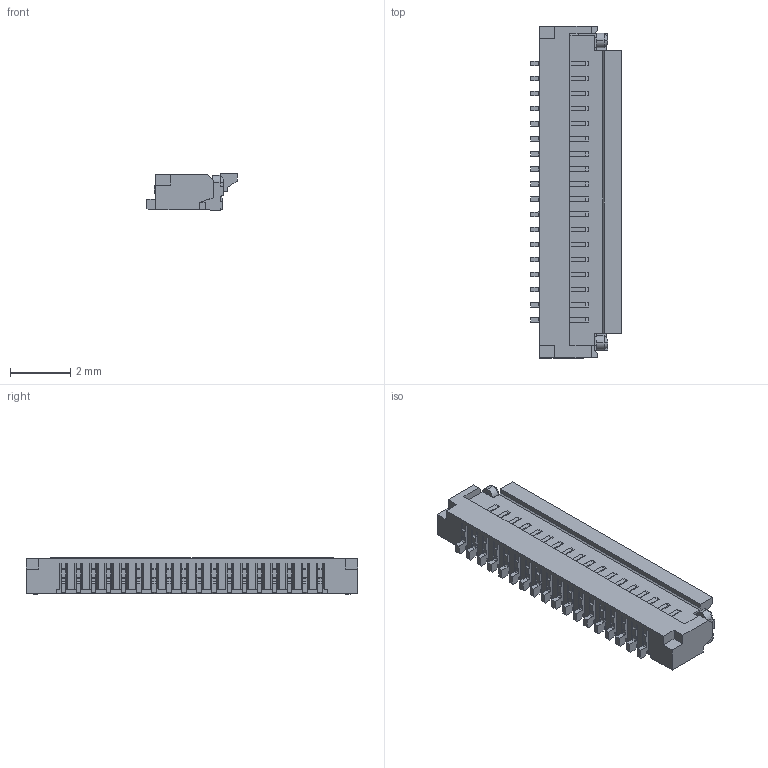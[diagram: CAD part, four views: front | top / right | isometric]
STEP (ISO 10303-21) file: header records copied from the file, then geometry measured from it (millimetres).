
FILE_DESCRIPTION(('CoCreate Modeling STEP Export'),'2;1');
FILE_NAME('fh33.stp','2014-12-24T14:45:31',(''),(''),'CoCreate Modeling STEP processor for AP214 (Solid Model)','CoCreate Modeling 17.0 01-Apr-2010 (C) Parametric Technology GmbH','');
FILE_SCHEMA(('AUTOMOTIVE_DESIGN { 1 0 10303 214 1 1 1 1 }'));
Length unit declared in the file: millimetre
Products named in the file (1): FH33-18S-0.5SH
Bounding box: 3 x 11 x 1.22 mm (x, y, z)
Volume: 21.6 mm3; surface area: 144.7 mm2
Topology: 1 solids, 1 shells, 664 faces, 1958 edges, 1296 vertices
Faces by surface type: plane 562, cylinder 98, cone 4
Entity records: 20911 total; most frequent: ORIENTED_EDGE 3916, CARTESIAN_POINT 3722, DIRECTION 3150, EDGE_CURVE 1958, VECTOR 1702, LINE 1702, VERTEX_POINT 1296, AXIS2_PLACEMENT_3D 724
